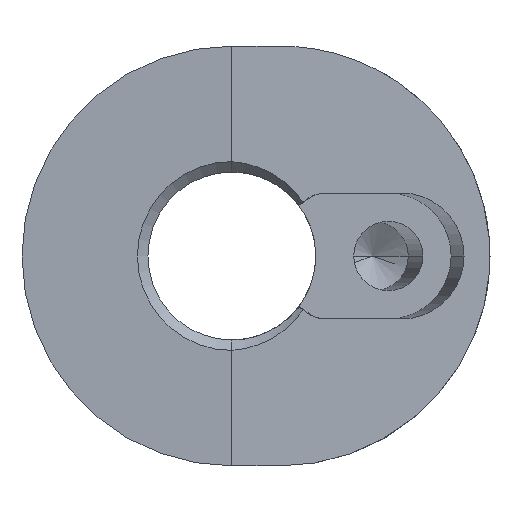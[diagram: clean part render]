
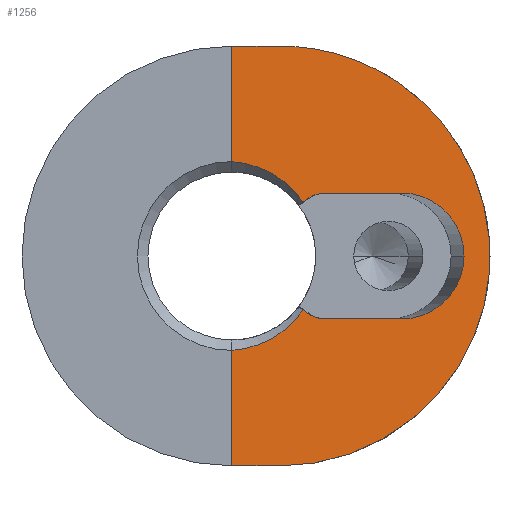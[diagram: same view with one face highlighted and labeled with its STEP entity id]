
A CAD part, left-side view. The second image highlights one B-rep face of the part: STEP entity #1256.
In plain terms, the highlighted planar face has unit normal (-0.998, -0.07, 0).
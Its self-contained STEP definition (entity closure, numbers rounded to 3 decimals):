
#39 = EDGE_LOOP ( 'NONE', ( #878, #757, #1411, #435, #1200, #952, #1102, #1268, #1302, #1383, #1431, #1231, #865 ) ) ;
#44 = VECTOR ( 'NONE', #108, 1000. ) ;
#49 = VERTEX_POINT ( 'NONE', #731 ) ;
#70 = CARTESIAN_POINT ( 'NONE',  ( 0.355, -5.078, -3. ) ) ;
#72 = DIRECTION ( 'NONE',  ( 0.07, -0.998, 0. ) ) ;
#101 = LINE ( 'NONE', #1195, #1453 ) ;
#108 = DIRECTION ( 'NONE',  ( -0.07, 0.998, 0. ) ) ;
#143 = VERTEX_POINT ( 'NONE', #147 ) ;
#144 = CARTESIAN_POINT ( 'NONE',  ( 0.238, -3.406, 2.561 ) ) ;
#147 = CARTESIAN_POINT ( 'NONE',  ( 0.564, -8.07, 3. ) ) ;
#149 = CARTESIAN_POINT ( 'NONE',  ( 0.248, -3.545, 2.7 ) ) ;
#150 = CARTESIAN_POINT ( 'NONE',  ( 0.259, -3.711, 2.811 ) ) ;
#151 = CARTESIAN_POINT ( 'NONE',  ( 0.285, -4.072, 2.961 ) ) ;
#157 = CARTESIAN_POINT ( 'NONE',  ( 0.161, -2.3, -10. ) ) ;
#167 = CARTESIAN_POINT ( 'NONE',  ( 0.298, -4.268, 3. ) ) ;
#170 = CARTESIAN_POINT ( 'NONE',  ( 0.312, -4.464, 3. ) ) ;
#171 = CARTESIAN_POINT ( 'NONE',  ( 0.355, -5.078, 3. ) ) ;
#177 = CARTESIAN_POINT ( 'NONE',  ( 0.564, -8.07, -3. ) ) ;
#180 = CARTESIAN_POINT ( 'NONE',  ( 0., 0., 0. ) ) ;
#203 = CARTESIAN_POINT ( 'NONE',  ( 0.112, -1.6, -10. ) ) ;
#205 = CARTESIAN_POINT ( 'NONE',  ( 0.161, -2.3, -10. ) ) ;
#209 = CARTESIAN_POINT ( 'NONE',  ( 1.559, -22.3, -10. ) ) ;
#211 = CARTESIAN_POINT ( 'NONE',  ( 0., 0., 0. ) ) ;
#216 = VERTEX_POINT ( 'NONE', #1641 ) ;
#217 = CARTESIAN_POINT ( 'NONE',  ( 1.559, -22.3, 10. ) ) ;
#284 = LINE ( 'NONE', #203, #634 ) ;
#301 = DIRECTION ( 'NONE',  ( 0., 0., 1. ) ) ;
#304 = CARTESIAN_POINT ( 'NONE',  ( 0.161, -2.3, 10. ) ) ;
#310 = CARTESIAN_POINT ( 'NONE',  ( 0., 0., -10. ) ) ;
#326 =( BOUNDED_CURVE ( )  B_SPLINE_CURVE ( 3, ( #560, #1524, #1649, #436 ),
 .UNSPECIFIED., .F., .F. ) 
 B_SPLINE_CURVE_WITH_KNOTS ( ( 4, 4 ),
 ( 3.745, 4.642 ),
 .UNSPECIFIED. ) 
 CURVE ( )  GEOMETRIC_REPRESENTATION_ITEM ( )  RATIONAL_B_SPLINE_CURVE ( ( 1., 0.934, 0.934, 1. ) ) 
 REPRESENTATION_ITEM ( '' )  );
#384 = CARTESIAN_POINT ( 'NONE',  ( 0.238, -3.406, 2.561 ) ) ;
#416 = EDGE_CURVE ( 'NONE', #1160, #597, #1336, .T. ) ;
#433 = VERTEX_POINT ( 'NONE', #310 ) ;
#435 = ORIENTED_EDGE ( 'NONE', *, *, #904, .T. ) ;
#436 = CARTESIAN_POINT ( 'NONE',  ( 0., 0., 4.5 ) ) ;
#464 =( BOUNDED_CURVE ( )  B_SPLINE_CURVE ( 3, ( #501, #499, #518, #516 ),
 .UNSPECIFIED., .F., .F. ) 
 B_SPLINE_CURVE_WITH_KNOTS ( ( 4, 4 ),
 ( 1.641, 2.538 ),
 .UNSPECIFIED. ) 
 CURVE ( )  GEOMETRIC_REPRESENTATION_ITEM ( )  RATIONAL_B_SPLINE_CURVE ( ( 1., 0.934, 0.934, 1. ) ) 
 REPRESENTATION_ITEM ( '' )  );
#486 = VERTEX_POINT ( 'NONE', #384 ) ;
#490 = AXIS2_PLACEMENT_3D ( 'NONE', #1253, #1242, #1223 ) ;
#499 = CARTESIAN_POINT ( 'NONE',  ( 0.098, -1.396, -4.402 ) ) ;
#501 = CARTESIAN_POINT ( 'NONE',  ( 0., 0., -4.5 ) ) ;
#516 = CARTESIAN_POINT ( 'NONE',  ( 0.238, -3.406, -2.561 ) ) ;
#518 = CARTESIAN_POINT ( 'NONE',  ( 0.183, -2.612, -3.711 ) ) ;
#528 = CARTESIAN_POINT ( 'NONE',  ( 0.161, -2.3, 10. ) ) ;
#539 = EDGE_CURVE ( 'NONE', #1351, #1299, #464, .T. ) ;
#548 = LINE ( 'NONE', #70, #595 ) ;
#560 = CARTESIAN_POINT ( 'NONE',  ( 0.238, -3.406, 2.561 ) ) ;
#561 = LINE ( 'NONE', #211, #1533 ) ;
#578 = CARTESIAN_POINT ( 'NONE',  ( 0.774, -11.063, 0. ) ) ;
#595 = VECTOR ( 'NONE', #72, 1000. ) ;
#597 = VERTEX_POINT ( 'NONE', #528 ) ;
#634 = VECTOR ( 'NONE', #922, 1000. ) ;
#635 = EDGE_CURVE ( 'NONE', #433, #1351, #561, .T. ) ;
#645 = B_SPLINE_CURVE_WITH_KNOTS ( 'NONE', 3,
 ( #977, #1109, #1220, #1142, #1119, #1126 ),
 .UNSPECIFIED., .F., .F.,
 ( 4, 2, 4 ),
 ( 0., 0.001, 0.001 ),
 .UNSPECIFIED. ) ;
#651 = EDGE_CURVE ( 'NONE', #1051, #143, #838, .T. ) ;
#716 = CARTESIAN_POINT ( 'NONE',  ( 0.312, -4.464, 3. ) ) ;
#723 = DIRECTION ( 'NONE',  ( 0., 0., 1. ) ) ;
#731 = CARTESIAN_POINT ( 'NONE',  ( 0.312, -4.464, -3. ) ) ;
#757 = ORIENTED_EDGE ( 'NONE', *, *, #539, .F. ) ;
#774 = CIRCLE ( 'NONE', #1159, 3. ) ;
#787 = DIRECTION ( 'NONE',  ( 0.07, -0.998, 0. ) ) ;
#811 = EDGE_CURVE ( 'NONE', #1299, #49, #645, .T. ) ;
#834 = DIRECTION ( 'NONE',  ( -0.998, -0.07, 0. ) ) ;
#838 = CIRCLE ( 'NONE', #1031, 3. ) ;
#846 = CARTESIAN_POINT ( 'NONE',  ( 0.564, -8.07, 0. ) ) ;
#865 = ORIENTED_EDGE ( 'NONE', *, *, #990, .F. ) ;
#878 = ORIENTED_EDGE ( 'NONE', *, *, #811, .F. ) ;
#904 = EDGE_CURVE ( 'NONE', #433, #1160, #284, .T. ) ;
#922 = DIRECTION ( 'NONE',  ( 0.07, -0.998, 0. ) ) ;
#926 = EDGE_CURVE ( 'NONE', #1547, #486, #963, .T. ) ;
#940 = CARTESIAN_POINT ( 'NONE',  ( 0.564, -8.07, 0. ) ) ;
#952 = ORIENTED_EDGE ( 'NONE', *, *, #1258, .T. ) ;
#963 = B_SPLINE_CURVE_WITH_KNOTS ( 'NONE', 3,
 ( #170, #167, #151, #150, #149, #144 ),
 .UNSPECIFIED., .F., .F.,
 ( 4, 2, 4 ),
 ( 0., 0.001, 0.001 ),
 .UNSPECIFIED. ) ;
#971 = LINE ( 'NONE', #171, #44 ) ;
#977 = CARTESIAN_POINT ( 'NONE',  ( 0.238, -3.406, -2.561 ) ) ;
#979 = CARTESIAN_POINT ( 'NONE',  ( 0., 0., -4.5 ) ) ;
#990 = EDGE_CURVE ( 'NONE', #49, #1144, #548, .T. ) ;
#998 = VECTOR ( 'NONE', #301, 1000. ) ;
#1026 = EDGE_CURVE ( 'NONE', #486, #216, #326, .T. ) ;
#1031 = AXIS2_PLACEMENT_3D ( 'NONE', #940, #1393, #1503 ) ;
#1051 = VERTEX_POINT ( 'NONE', #578 ) ;
#1073 = CARTESIAN_POINT ( 'NONE',  ( 0., 0., 10. ) ) ;
#1083 = EDGE_CURVE ( 'NONE', #1144, #1051, #774, .T. ) ;
#1102 = ORIENTED_EDGE ( 'NONE', *, *, #1130, .F. ) ;
#1109 = CARTESIAN_POINT ( 'NONE',  ( 0.248, -3.545, -2.7 ) ) ;
#1119 = CARTESIAN_POINT ( 'NONE',  ( 0.298, -4.268, -3. ) ) ;
#1126 = CARTESIAN_POINT ( 'NONE',  ( 0.312, -4.464, -3. ) ) ;
#1130 = EDGE_CURVE ( 'NONE', #216, #1327, #1625, .T. ) ;
#1142 = CARTESIAN_POINT ( 'NONE',  ( 0.285, -4.072, -2.961 ) ) ;
#1144 = VERTEX_POINT ( 'NONE', #177 ) ;
#1154 = FACE_OUTER_BOUND ( 'NONE', #39, .T. ) ;
#1157 = CARTESIAN_POINT ( 'NONE',  ( 0.238, -3.406, -2.561 ) ) ;
#1159 = AXIS2_PLACEMENT_3D ( 'NONE', #846, #834, #787 ) ;
#1160 = VERTEX_POINT ( 'NONE', #157 ) ;
#1162 = EDGE_CURVE ( 'NONE', #143, #1547, #971, .T. ) ;
#1194 = DIRECTION ( 'NONE',  ( -0.07, 0.998, 0. ) ) ;
#1195 = CARTESIAN_POINT ( 'NONE',  ( 0.112, -1.6, 10. ) ) ;
#1200 = ORIENTED_EDGE ( 'NONE', *, *, #416, .T. ) ;
#1220 = CARTESIAN_POINT ( 'NONE',  ( 0.259, -3.711, -2.811 ) ) ;
#1223 = DIRECTION ( 'NONE',  ( 0.07, -0.998, 0. ) ) ;
#1231 = ORIENTED_EDGE ( 'NONE', *, *, #1083, .F. ) ;
#1242 = DIRECTION ( 'NONE',  ( -0.998, -0.07, 0. ) ) ;
#1253 = CARTESIAN_POINT ( 'NONE',  ( 0., 0., 0. ) ) ;
#1256 = ADVANCED_FACE ( 'NONE', ( #1154 ), #1270, .T. ) ;
#1258 = EDGE_CURVE ( 'NONE', #597, #1327, #101, .T. ) ;
#1268 = ORIENTED_EDGE ( 'NONE', *, *, #1026, .F. ) ;
#1270 = PLANE ( 'NONE',  #490 ) ;
#1299 = VERTEX_POINT ( 'NONE', #1157 ) ;
#1302 = ORIENTED_EDGE ( 'NONE', *, *, #926, .F. ) ;
#1327 = VERTEX_POINT ( 'NONE', #1073 ) ;
#1336 =( BOUNDED_CURVE ( )  B_SPLINE_CURVE ( 3, ( #205, #209, #217, #304 ),
 .UNSPECIFIED., .F., .T. ) 
 B_SPLINE_CURVE_WITH_KNOTS ( ( 4, 4 ),
 ( 1.571, 4.712 ),
 .UNSPECIFIED. ) 
 CURVE ( )  GEOMETRIC_REPRESENTATION_ITEM ( )  RATIONAL_B_SPLINE_CURVE ( ( 1., 0.333, 0.333, 1. ) ) 
 REPRESENTATION_ITEM ( '' )  );
#1351 = VERTEX_POINT ( 'NONE', #979 ) ;
#1383 = ORIENTED_EDGE ( 'NONE', *, *, #1162, .F. ) ;
#1393 = DIRECTION ( 'NONE',  ( -0.998, -0.07, 0. ) ) ;
#1411 = ORIENTED_EDGE ( 'NONE', *, *, #635, .F. ) ;
#1431 = ORIENTED_EDGE ( 'NONE', *, *, #651, .F. ) ;
#1453 = VECTOR ( 'NONE', #1194, 1000. ) ;
#1503 = DIRECTION ( 'NONE',  ( 0.07, -0.998, 0. ) ) ;
#1524 = CARTESIAN_POINT ( 'NONE',  ( 0.183, -2.612, 3.711 ) ) ;
#1533 = VECTOR ( 'NONE', #723, 1000. ) ;
#1547 = VERTEX_POINT ( 'NONE', #716 ) ;
#1625 = LINE ( 'NONE', #180, #998 ) ;
#1641 = CARTESIAN_POINT ( 'NONE',  ( 0., 0., 4.5 ) ) ;
#1649 = CARTESIAN_POINT ( 'NONE',  ( 0.098, -1.396, 4.402 ) ) ;
